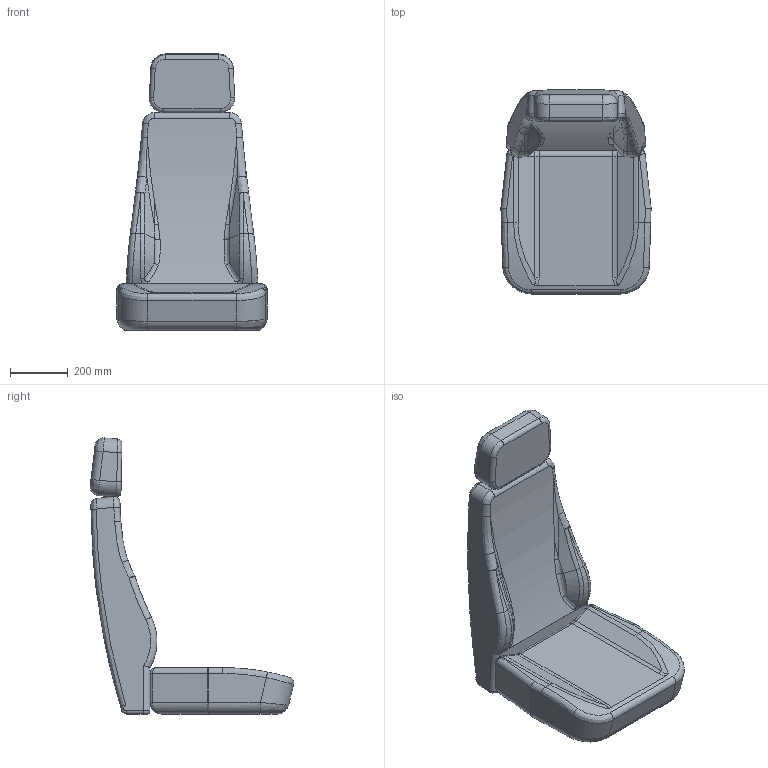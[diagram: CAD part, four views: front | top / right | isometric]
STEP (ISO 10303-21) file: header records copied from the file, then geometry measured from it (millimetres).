
FILE_DESCRIPTION(/* description */ (''),/* implementation_level */ '2;1');
FILE_NAME(/* name */ 'new_seat v10.step',/* time_stamp */ '2025-04-28T11:58:23-04:00',/* author */ (''),/* organization */ (''),/* preprocessor_version */ 'ST-DEVELOPER v20.1',/* originating_system */ 'Autodesk Translation Framework v14.4.0.0',/* authorisation */ '');
FILE_SCHEMA (('AUTOMOTIVE_DESIGN { 1 0 10303 214 3 1 1 }'));
Length unit declared in the file: millimetre
Products named in the file (1): new_seat
Bounding box: 517.97 x 702.76 x 952.32 mm (x, y, z)
Volume: 74206009.1 mm3; surface area: 1754814.1 mm2
Topology: 2 solids, 2 shells, 154 faces, 368 edges, 208 vertices
Faces by surface type: bspline 60, cylinder 57, plane 25, torus 6, cone 4, sphere 2
Full cylindrical faces by diameter (mm): 12 x2
Entity records: 7943 total; most frequent: CARTESIAN_POINT 4572, ORIENTED_EDGE 716, DIRECTION 664, EDGE_CURVE 358, AXIS2_PLACEMENT_3D 275, VERTEX_POINT 208, EDGE_LOOP 158, FACE_OUTER_BOUND 154
